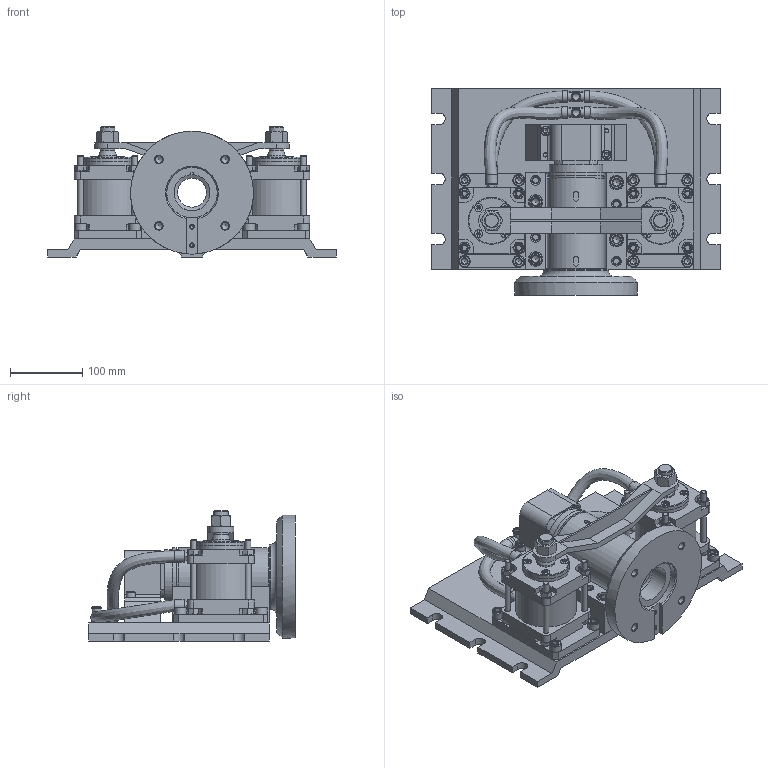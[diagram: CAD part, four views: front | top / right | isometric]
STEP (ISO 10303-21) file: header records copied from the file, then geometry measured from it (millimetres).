
FILE_DESCRIPTION(('STEP AP242'), '1');
FILE_NAME('栖闉罻', '', ('UNSPECIFIED'), ('UNSPECIFIED'), 'ASCON STEP Converter 1.6', 'ASCON Math Kernel', '');
FILE_SCHEMA(('AP242_MANAGED_MODEL_BASED_3D_ENGINEERING_MIM_LF { 1 0 10303 442 1 1 4 }'));
Length unit declared in the file: millimetre
Assembly tree (81 placements, depth 3):
  (unnamed)
    (unnamed)
    (unnamed)  x2
    (unnamed)
    (unnamed)  x2
      (unnamed)
      (unnamed)
      (unnamed)
      (unnamed)
      (unnamed)
      (unnamed)
      (unnamed)
      (unnamed)
      (unnamed)
      (unnamed)
      (unnamed)
      (unnamed)
      (unnamed)
      (unnamed)
      (unnamed)
      (unnamed)
      (unnamed)
      (unnamed)
    (unnamed)
    (unnamed)
    (unnamed)  x4
    (unnamed)  x2
    (unnamed)  x8
    (unnamed)  x2
    (unnamed)  x4
    (unnamed)  x2
    (unnamed)  x4
    (unnamed)  x4
    (unnamed)  x2
    (unnamed)  x4
    (unnamed)
    (unnamed)
    (unnamed)
    (unnamed)
Bounding box: 400 x 286 x 180 mm (x, y, z)
Volume: 4652120.5 mm3; surface area: 1028812.6 mm2
Topology: 112 solids, 112 shells, 1947 faces, 4407 edges, 2825 vertices
Faces by surface type: plane 1142, cylinder 422, cone 285, torus 82, bspline 16
Full cylindrical faces by diameter (mm): 2 x12, 3.8 x4, 4 x4, 4.917 x2, 6 x32, 8 x36, 8.917 x16, 9 x2, 10 x52, 10.106 x4, 11 x8, 11.5 x4, 12 x42, 13 x6, 14 x4, 16 x16, 18 x4, 18.376 x4, 20 x12, 22 x4, 25 x8, 28 x2, 30 x4, 34 x2, 38 x4, 40 x1, 50 x1, 60 x1, 65 x8, 70 x1
Entity records: 33300 total; most frequent: CARTESIAN_POINT 8972, DIRECTION 3344, ORIENTED_EDGE 2688, EDGE_CURVE 1344, AXIS2_PLACEMENT_3D 1315, EDGE_LOOP 1163, VERTEX_POINT 1027, COLOUR_RGB 762
